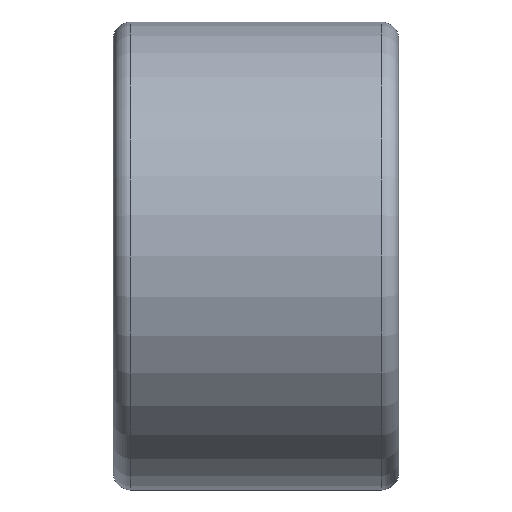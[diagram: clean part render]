
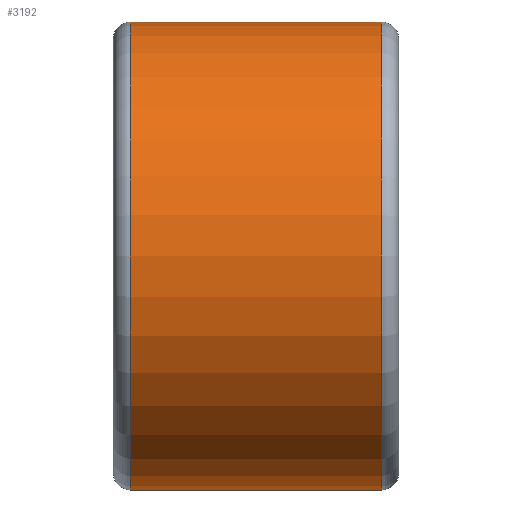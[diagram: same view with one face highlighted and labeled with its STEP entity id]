
A CAD part, front view. The second image highlights one B-rep face of the part: STEP entity #3192.
In plain terms, the highlighted cylindrical face has radius 41 mm (diameter 82 mm), a partial arc.
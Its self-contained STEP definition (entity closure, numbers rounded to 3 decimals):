
#44 = EDGE_CURVE ( 'NONE', #1472, #2219, #2200, .T. ) ;
#398 = DIRECTION ( 'NONE',  ( 0., 0., 1. ) ) ;
#438 = LINE ( 'NONE', #5079, #4524 ) ;
#796 = AXIS2_PLACEMENT_3D ( 'NONE', #4934, #4158, #2196 ) ;
#902 = CARTESIAN_POINT ( 'NONE',  ( 3., 0., 41. ) ) ;
#1138 = ORIENTED_EDGE ( 'NONE', *, *, #4896, .T. ) ;
#1167 = VECTOR ( 'NONE', #4695, 1000. ) ;
#1229 = CARTESIAN_POINT ( 'NONE',  ( 47., 0., -41. ) ) ;
#1315 = VERTEX_POINT ( 'NONE', #2396 ) ;
#1472 = VERTEX_POINT ( 'NONE', #3199 ) ;
#1605 = CYLINDRICAL_SURFACE ( 'NONE', #796, 41. ) ;
#1857 = DIRECTION ( 'NONE',  ( -1., 0., 0. ) ) ;
#1885 = ORIENTED_EDGE ( 'NONE', *, *, #2960, .F. ) ;
#2108 = ORIENTED_EDGE ( 'NONE', *, *, #44, .T. ) ;
#2196 = DIRECTION ( 'NONE',  ( 0., 0., 1. ) ) ;
#2200 = LINE ( 'NONE', #4460, #1167 ) ;
#2209 = CARTESIAN_POINT ( 'NONE',  ( 3., 0., 0. ) ) ;
#2219 = VERTEX_POINT ( 'NONE', #902 ) ;
#2396 = CARTESIAN_POINT ( 'NONE',  ( 3., 0., -41. ) ) ;
#2599 = DIRECTION ( 'NONE',  ( 0., 0., -1. ) ) ;
#2647 = AXIS2_PLACEMENT_3D ( 'NONE', #5125, #2765, #398 ) ;
#2765 = DIRECTION ( 'NONE',  ( -1., 0., 0. ) ) ;
#2960 = EDGE_CURVE ( 'NONE', #3512, #1315, #438, .T. ) ;
#3115 = AXIS2_PLACEMENT_3D ( 'NONE', #2209, #4970, #2599 ) ;
#3192 = ADVANCED_FACE ( 'NONE', ( #5117 ), #1605, .T. ) ;
#3199 = CARTESIAN_POINT ( 'NONE',  ( 47., 0., 41. ) ) ;
#3512 = VERTEX_POINT ( 'NONE', #1229 ) ;
#4055 = CIRCLE ( 'NONE', #3115, 41. ) ;
#4158 = DIRECTION ( 'NONE',  ( -1., 0., 0. ) ) ;
#4279 = CIRCLE ( 'NONE', #2647, 41. ) ;
#4460 = CARTESIAN_POINT ( 'NONE',  ( 0., 0., 41. ) ) ;
#4524 = VECTOR ( 'NONE', #1857, 1000. ) ;
#4562 = ORIENTED_EDGE ( 'NONE', *, *, #5091, .T. ) ;
#4695 = DIRECTION ( 'NONE',  ( -1., 0., 0. ) ) ;
#4896 = EDGE_CURVE ( 'NONE', #2219, #1315, #4055, .T. ) ;
#4934 = CARTESIAN_POINT ( 'NONE',  ( 0., 0., 0. ) ) ;
#4970 = DIRECTION ( 'NONE',  ( 1., 0., 0. ) ) ;
#5045 = EDGE_LOOP ( 'NONE', ( #1885, #4562, #2108, #1138 ) ) ;
#5079 = CARTESIAN_POINT ( 'NONE',  ( 0., 0., -41. ) ) ;
#5091 = EDGE_CURVE ( 'NONE', #3512, #1472, #4279, .T. ) ;
#5117 = FACE_OUTER_BOUND ( 'NONE', #5045, .T. ) ;
#5125 = CARTESIAN_POINT ( 'NONE',  ( 47., 0., 0. ) ) ;
